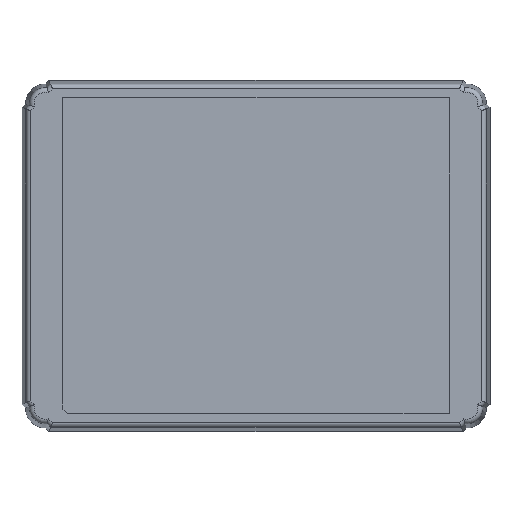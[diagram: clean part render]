
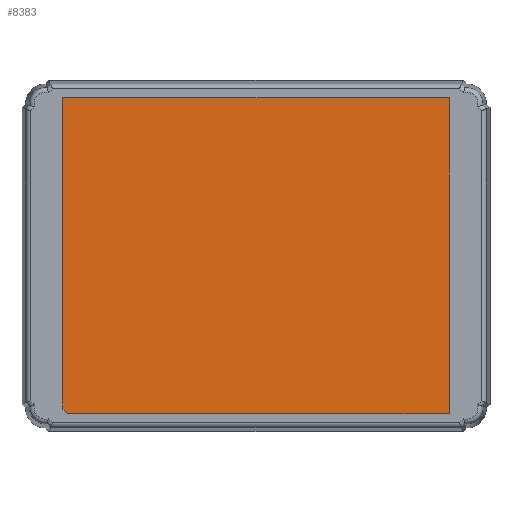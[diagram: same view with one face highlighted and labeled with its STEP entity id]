
A CAD part, top view. The second image highlights one B-rep face of the part: STEP entity #8383.
In plain terms, the highlighted planar face has unit normal (0, 0, 1).
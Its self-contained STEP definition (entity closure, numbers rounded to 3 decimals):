
#603=FACE_OUTER_BOUND('',#1098,.T.);
#1098=EDGE_LOOP('',(#6303,#6304,#6305,#6306,#6307));
#1861=LINE('',#13328,#2659);
#1862=LINE('',#13330,#2660);
#1863=LINE('',#13332,#2661);
#1864=LINE('',#13334,#2662);
#1865=LINE('',#13335,#2663);
#2659=VECTOR('',#10585,135.);
#2660=VECTOR('',#10586,165.);
#2661=VECTOR('',#10587,133.);
#2662=VECTOR('',#10588,2.828);
#2663=VECTOR('',#10589,163.);
#3750=VERTEX_POINT('',#13326);
#3751=VERTEX_POINT('',#13327);
#3752=VERTEX_POINT('',#13329);
#3753=VERTEX_POINT('',#13331);
#3754=VERTEX_POINT('',#13333);
#4723=EDGE_CURVE('',#3750,#3751,#1861,.T.);
#4724=EDGE_CURVE('',#3751,#3752,#1862,.T.);
#4725=EDGE_CURVE('',#3752,#3753,#1863,.T.);
#4726=EDGE_CURVE('',#3753,#3754,#1864,.T.);
#4727=EDGE_CURVE('',#3754,#3750,#1865,.T.);
#6303=ORIENTED_EDGE('',*,*,#4723,.T.);
#6304=ORIENTED_EDGE('',*,*,#4724,.T.);
#6305=ORIENTED_EDGE('',*,*,#4725,.T.);
#6306=ORIENTED_EDGE('',*,*,#4726,.T.);
#6307=ORIENTED_EDGE('',*,*,#4727,.T.);
#8054=PLANE('',#9059);
#8383=ADVANCED_FACE('',(#603),#8054,.T.);
#9059=AXIS2_PLACEMENT_3D('',#13325,#10583,#10584);
#10583=DIRECTION('center_axis',(0.,0.,1.));
#10584=DIRECTION('ref_axis',(1.,0.,0.));
#10585=DIRECTION('',(1.,0.,0.));
#10586=DIRECTION('',(0.,1.,0.));
#10587=DIRECTION('',(-1.,0.,0.));
#10588=DIRECTION('',(-0.707,-0.707,0.));
#10589=DIRECTION('',(0.,-1.,0.));
#13325=CARTESIAN_POINT('Origin',(-67.5,-82.5,64.7));
#13326=CARTESIAN_POINT('',(-67.5,-82.5,64.7));
#13327=CARTESIAN_POINT('',(67.5,-82.5,64.7));
#13328=CARTESIAN_POINT('',(-67.5,-82.5,64.7));
#13329=CARTESIAN_POINT('',(67.5,82.5,64.7));
#13330=CARTESIAN_POINT('',(67.5,-82.5,64.7));
#13331=CARTESIAN_POINT('',(-65.5,82.5,64.7));
#13332=CARTESIAN_POINT('',(67.5,82.5,64.7));
#13333=CARTESIAN_POINT('',(-67.5,80.5,64.7));
#13334=CARTESIAN_POINT('',(-65.5,82.5,64.7));
#13335=CARTESIAN_POINT('',(-67.5,80.5,64.7));
